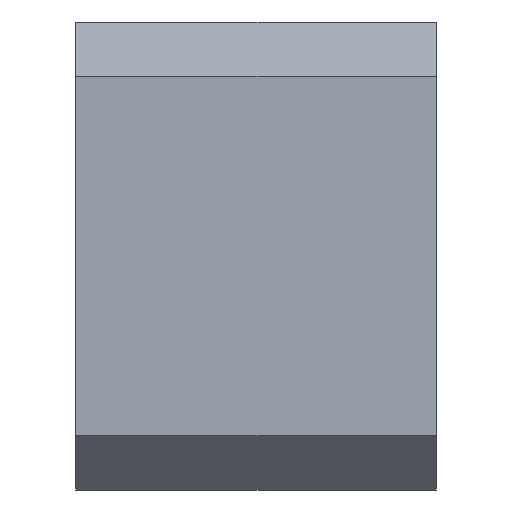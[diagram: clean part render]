
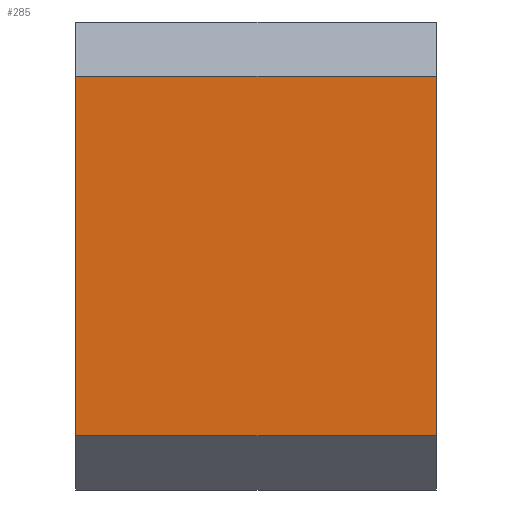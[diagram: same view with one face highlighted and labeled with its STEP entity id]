
A CAD part, left-side view. The second image highlights one B-rep face of the part: STEP entity #285.
In plain terms, the highlighted planar face has unit normal (-1, 0, 0).
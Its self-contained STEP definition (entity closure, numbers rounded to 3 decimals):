
#18=LINE('',#427,#46);
#24=LINE('',#439,#52);
#39=LINE('',#472,#67);
#42=LINE('',#478,#70);
#46=VECTOR('',#352,10.);
#52=VECTOR('',#362,10.);
#67=VECTOR('',#391,10.);
#70=VECTOR('',#400,10.);
#95=FACE_OUTER_BOUND('',#115,.T.);
#115=EDGE_LOOP('',(#245,#246,#247,#248));
#134=VERTEX_POINT('',#424);
#135=VERTEX_POINT('',#426);
#139=VERTEX_POINT('',#438);
#150=VERTEX_POINT('',#470);
#160=EDGE_CURVE('',#134,#135,#18,.F.);
#166=EDGE_CURVE('',#135,#139,#24,.T.);
#183=EDGE_CURVE('',#139,#150,#39,.F.);
#186=EDGE_CURVE('',#150,#134,#42,.F.);
#245=ORIENTED_EDGE('',*,*,#160,.F.);
#246=ORIENTED_EDGE('',*,*,#186,.F.);
#247=ORIENTED_EDGE('',*,*,#183,.F.);
#248=ORIENTED_EDGE('',*,*,#166,.F.);
#269=PLANE('',#323);
#285=ADVANCED_FACE('',(#95),#269,.T.);
#323=AXIS2_PLACEMENT_3D('',#477,#398,#399);
#352=DIRECTION('',(0.,1.,0.));
#362=DIRECTION('',(0.,0.,-1.));
#391=DIRECTION('',(0.,-1.,0.));
#398=DIRECTION('center_axis',(-1.,0.,0.));
#399=DIRECTION('ref_axis',(0.,0.,1.));
#400=DIRECTION('',(0.,0.,-1.));
#424=CARTESIAN_POINT('',(237.43,166.725,107.808));
#426=CARTESIAN_POINT('',(237.43,156.725,107.808));
#427=CARTESIAN_POINT('',(237.43,156.725,107.808));
#438=CARTESIAN_POINT('',(237.43,156.725,97.808));
#439=CARTESIAN_POINT('',(237.43,156.725,103.493));
#470=CARTESIAN_POINT('',(237.43,166.725,97.808));
#472=CARTESIAN_POINT('',(237.43,156.725,97.808));
#477=CARTESIAN_POINT('Origin',(237.43,156.725,96.308));
#478=CARTESIAN_POINT('',(237.43,166.725,103.493));
